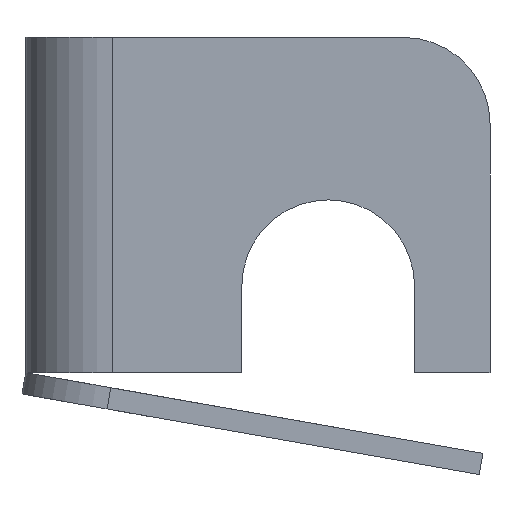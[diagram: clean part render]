
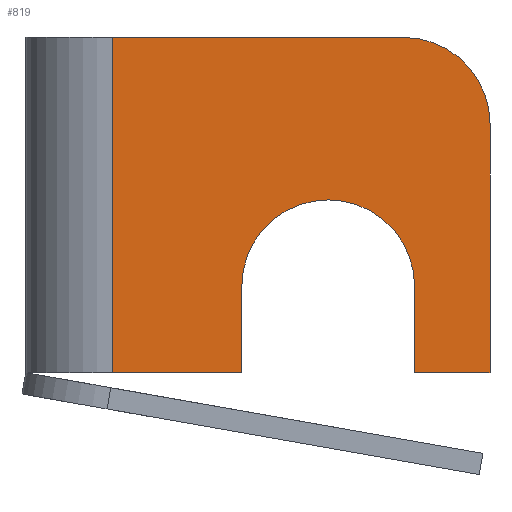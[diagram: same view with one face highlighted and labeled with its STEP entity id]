
A CAD part, front view. The second image highlights one B-rep face of the part: STEP entity #819.
In plain terms, the highlighted planar face has unit normal (0, -1, 0).
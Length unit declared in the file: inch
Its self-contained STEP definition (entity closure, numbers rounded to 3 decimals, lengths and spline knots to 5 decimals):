
#464=CARTESIAN_POINT('',(0.0,-0.3905,0.97));
#465=VERTEX_POINT('',#464);
#473=CARTESIAN_POINT('',(0.843,-0.3905,0.97));
#474=VERTEX_POINT('',#473);
#475=CARTESIAN_POINT('',(0.0,-0.3905,0.97));
#476=DIRECTION('',(1.0,0.0,0.0));
#477=VECTOR('',#476,0.843);
#478=LINE('',#475,#477);
#479=EDGE_CURVE('',#465,#474,#478,.T.);
#532=CARTESIAN_POINT('',(0.0,-0.3905,0.0));
#533=VERTEX_POINT('',#532);
#541=CARTESIAN_POINT('',(0.0,-0.3905,0.0));
#542=DIRECTION('',(0.0,0.0,1.0));
#543=VECTOR('',#542,0.97);
#544=LINE('',#541,#543);
#545=EDGE_CURVE('',#533,#465,#544,.T.);
#583=CARTESIAN_POINT('',(0.375,-0.3905,0.25));
#584=VERTEX_POINT('',#583);
#591=CARTESIAN_POINT('',(0.375,-0.3905,0.0));
#592=VERTEX_POINT('',#591);
#593=CARTESIAN_POINT('',(0.375,-0.3905,0.25));
#594=DIRECTION('',(0.0,0.0,-1.0));
#595=VECTOR('',#594,0.25);
#596=LINE('',#593,#595);
#597=EDGE_CURVE('',#584,#592,#596,.T.);
#622=CARTESIAN_POINT('',(0.875,-0.3905,0.25));
#623=VERTEX_POINT('',#622);
#630=CARTESIAN_POINT('',(0.625,-0.3905,0.25));
#631=DIRECTION('',(0.,-1.0,0.));
#632=DIRECTION('',(0.707,0.,0.707));
#633=AXIS2_PLACEMENT_3D('',#630,#631,#632);
#634=CIRCLE('',#633,0.25);
#635=EDGE_CURVE('',#623,#584,#634,.T.);
#654=CARTESIAN_POINT('',(0.875,-0.3905,0.0));
#655=VERTEX_POINT('',#654);
#662=CARTESIAN_POINT('',(0.875,-0.3905,0.0));
#663=DIRECTION('',(0.0,0.0,1.0));
#664=VECTOR('',#663,0.25);
#665=LINE('',#662,#664);
#666=EDGE_CURVE('',#655,#623,#665,.T.);
#685=CARTESIAN_POINT('',(1.093,-0.3905,0.0));
#686=VERTEX_POINT('',#685);
#693=CARTESIAN_POINT('',(1.093,-0.3905,0.0));
#694=DIRECTION('',(-1.0,0.0,0.0));
#695=VECTOR('',#694,0.218);
#696=LINE('',#693,#695);
#697=EDGE_CURVE('',#686,#655,#696,.T.);
#716=CARTESIAN_POINT('',(1.093,-0.3905,0.72));
#717=VERTEX_POINT('',#716);
#724=CARTESIAN_POINT('',(1.093,-0.3905,0.72));
#725=DIRECTION('',(0.0,0.0,-1.0));
#726=VECTOR('',#725,0.72);
#727=LINE('',#724,#726);
#728=EDGE_CURVE('',#717,#686,#727,.T.);
#747=CARTESIAN_POINT('',(0.843,-0.3905,0.72));
#748=DIRECTION('',(0.,1.0,0.));
#749=DIRECTION('',(0.707,0.,0.707));
#750=AXIS2_PLACEMENT_3D('',#747,#748,#749);
#751=CIRCLE('',#750,0.25);
#752=EDGE_CURVE('',#474,#717,#751,.T.);
#771=CARTESIAN_POINT('',(0.375,-0.3905,0.0));
#772=DIRECTION('',(-1.0,0.0,0.0));
#773=VECTOR('',#772,0.375);
#774=LINE('',#771,#773);
#775=EDGE_CURVE('',#592,#533,#774,.T.);
#803=CARTESIAN_POINT('',(0.60952,-0.3905,0.41618));
#804=DIRECTION('',(0.0,-1.0,0.0));
#805=DIRECTION('',(0.0,0.0,-1.0));
#806=AXIS2_PLACEMENT_3D('',#803,#804,#805);
#807=PLANE('',#806);
#808=ORIENTED_EDGE('',*,*,#545,.F.);
#809=ORIENTED_EDGE('',*,*,#775,.F.);
#810=ORIENTED_EDGE('',*,*,#597,.F.);
#811=ORIENTED_EDGE('',*,*,#635,.F.);
#812=ORIENTED_EDGE('',*,*,#666,.F.);
#813=ORIENTED_EDGE('',*,*,#697,.F.);
#814=ORIENTED_EDGE('',*,*,#728,.F.);
#815=ORIENTED_EDGE('',*,*,#752,.F.);
#816=ORIENTED_EDGE('',*,*,#479,.F.);
#817=EDGE_LOOP('',(#808,#809,#810,#811,#812,#813,#814,#815,#816));
#818=FACE_OUTER_BOUND('',#817,.T.);
#819=ADVANCED_FACE('',(#818),#807,.T.);
